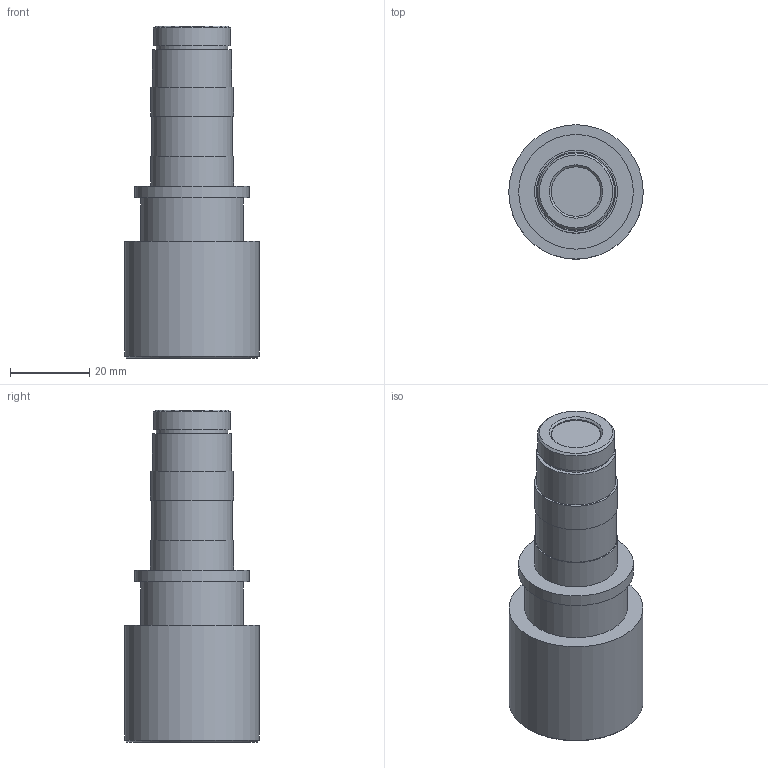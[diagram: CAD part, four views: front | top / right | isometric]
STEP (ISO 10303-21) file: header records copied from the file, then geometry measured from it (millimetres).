
FILE_DESCRIPTION((''),'2;1');
FILE_NAME('Telezentrisches Mikroskopobjektiv 5x_3D-Modell.stp','2010-07-01T14:57:01',('REGENSPURG'),(''),'Autodesk Inventor 2010','Autodesk Inventor 2010','');
FILE_SCHEMA(('AUTOMOTIVE_DESIGN { 1 0 10303 214 1 1 1 1 }'));
Length unit declared in the file: millimetre
Products named in the file (1): Telezentrisches_Mikroskopobjektiv_5x_3D_Modell_V
Bounding box: 34 x 34 x 84 mm (x, y, z)
Volume: 47138.6 mm3; surface area: 9396.9 mm2
Topology: 1 solids, 1 shells, 38 faces, 73 edges, 48 vertices
Faces by surface type: plane 21, cylinder 13, cone 4
Full cylindrical faces by diameter (mm): 12.5 x1, 18 x1, 19.5 x1, 20 x1, 20.5 x1, 21 x2, 21.5 x1, 24.8 x1, 25 x1, 26 x1, 29 x1, 34 x1
Entity records: 941 total; most frequent: DIRECTION 166, CARTESIAN_POINT 135, ORIENTED_EDGE 104, AXIS2_PLACEMENT_3D 75, EDGE_LOOP 66, EDGE_CURVE 52, VERTEX_POINT 44, STYLED_ITEM 39
